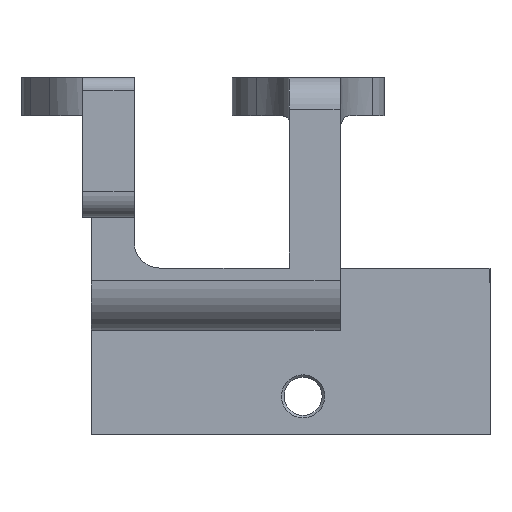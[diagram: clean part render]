
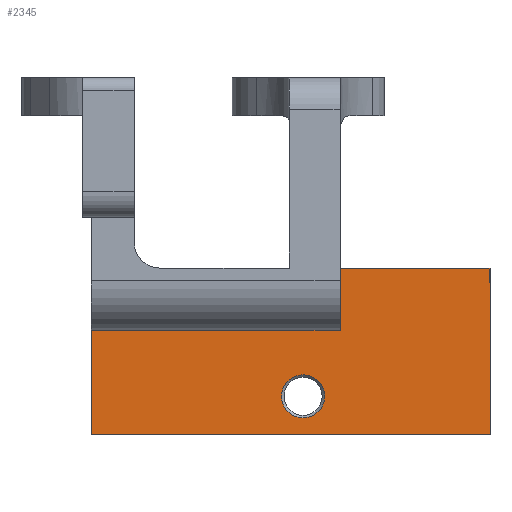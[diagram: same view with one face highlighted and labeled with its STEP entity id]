
A CAD part, left-side view. The second image highlights one B-rep face of the part: STEP entity #2345.
In plain terms, the highlighted planar face has unit normal (-1, 0, 0).
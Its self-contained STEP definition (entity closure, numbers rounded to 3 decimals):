
#34=FACE_BOUND('',#356,.T.);
#95=PLANE('',#2546);
#223=FACE_OUTER_BOUND('',#355,.T.);
#355=EDGE_LOOP('',(#2104,#2105,#2106,#2107,#2108,#2109));
#356=EDGE_LOOP('',(#2110));
#571=LINE('',#3964,#769);
#577=LINE('',#3976,#775);
#607=LINE('',#4154,#805);
#611=LINE('',#4165,#809);
#621=LINE('',#4243,#819);
#635=LINE('',#4340,#833);
#769=VECTOR('',#2911,10.);
#775=VECTOR('',#2921,10.);
#805=VECTOR('',#2991,10.);
#809=VECTOR('',#3003,10.);
#819=VECTOR('',#3031,10.);
#833=VECTOR('',#3095,10.);
#917=CIRCLE('',#2547,1.7);
#1074=VERTEX_POINT('',#3961);
#1075=VERTEX_POINT('',#3963);
#1079=VERTEX_POINT('',#3974);
#1114=VERTEX_POINT('',#4151);
#1115=VERTEX_POINT('',#4153);
#1131=VERTEX_POINT('',#4242);
#1144=VERTEX_POINT('',#4341);
#1372=EDGE_CURVE('',#1075,#1074,#571,.T.);
#1379=EDGE_CURVE('',#1079,#1074,#577,.T.);
#1430=EDGE_CURVE('',#1115,#1114,#607,.T.);
#1436=EDGE_CURVE('',#1114,#1075,#611,.T.);
#1454=EDGE_CURVE('',#1115,#1131,#621,.T.);
#1482=EDGE_CURVE('',#1079,#1131,#635,.T.);
#1483=EDGE_CURVE('',#1144,#1144,#917,.T.);
#2104=ORIENTED_EDGE('',*,*,#1372,.T.);
#2105=ORIENTED_EDGE('',*,*,#1379,.F.);
#2106=ORIENTED_EDGE('',*,*,#1482,.T.);
#2107=ORIENTED_EDGE('',*,*,#1454,.F.);
#2108=ORIENTED_EDGE('',*,*,#1430,.T.);
#2109=ORIENTED_EDGE('',*,*,#1436,.T.);
#2110=ORIENTED_EDGE('',*,*,#1483,.F.);
#2345=ADVANCED_FACE('',(#223,#34),#95,.T.);
#2546=AXIS2_PLACEMENT_3D('',#4339,#3093,#3094);
#2547=AXIS2_PLACEMENT_3D('',#4342,#3096,#3097);
#2911=DIRECTION('',(0.,0.,-1.));
#2921=DIRECTION('',(0.,1.,0.));
#2991=DIRECTION('',(0.,0.,-1.));
#3003=DIRECTION('',(0.,1.,0.));
#3031=DIRECTION('',(0.,-1.,0.));
#3093=DIRECTION('center_axis',(-1.,0.,0.));
#3094=DIRECTION('ref_axis',(0.,1.,0.));
#3095=DIRECTION('',(0.,0.,1.));
#3096=DIRECTION('center_axis',(-1.,0.,0.));
#3097=DIRECTION('ref_axis',(0.,-1.,0.));
#3961=CARTESIAN_POINT('',(-23.165,25.829,14.008));
#3963=CARTESIAN_POINT('',(-23.165,25.829,22.211));
#3964=CARTESIAN_POINT('',(-23.165,25.829,27.659));
#3974=CARTESIAN_POINT('',(-23.165,-5.571,14.008));
#3976=CARTESIAN_POINT('',(-23.165,4.888,14.008));
#4151=CARTESIAN_POINT('',(-23.165,6.229,22.211));
#4153=CARTESIAN_POINT('',(-23.165,6.229,27.108));
#4154=CARTESIAN_POINT('',(-23.165,6.229,25.084));
#4165=CARTESIAN_POINT('',(-23.165,-2.571,22.211));
#4242=CARTESIAN_POINT('',(-23.165,-5.571,27.108));
#4243=CARTESIAN_POINT('',(-23.165,5.086,27.108));
#4339=CARTESIAN_POINT('Origin',(-23.165,-7.471,25.508));
#4340=CARTESIAN_POINT('',(-23.165,-5.571,15.796));
#4341=CARTESIAN_POINT('',(-23.165,10.843,17.008));
#4342=CARTESIAN_POINT('Origin',(-23.165,9.143,17.008));
